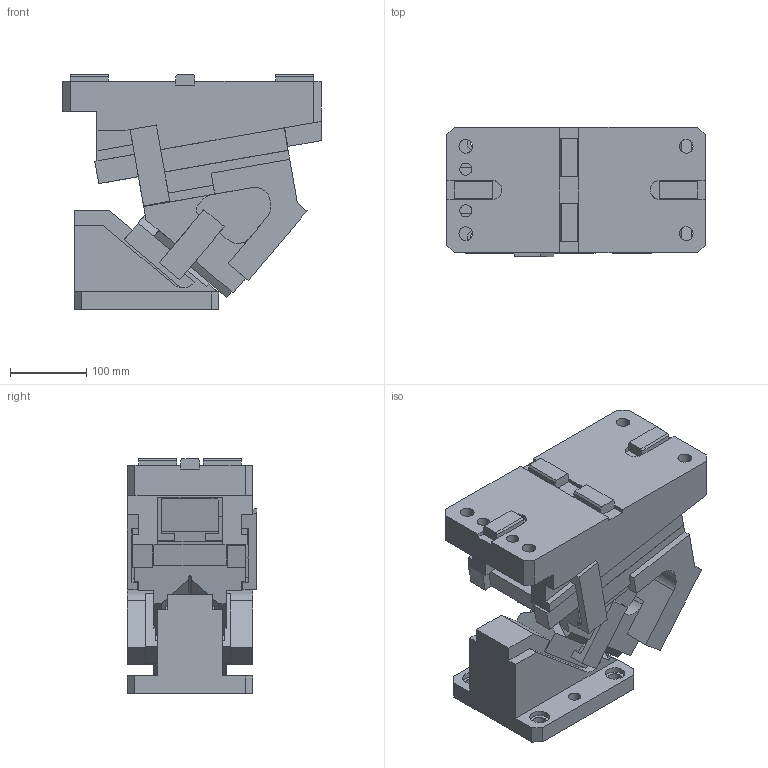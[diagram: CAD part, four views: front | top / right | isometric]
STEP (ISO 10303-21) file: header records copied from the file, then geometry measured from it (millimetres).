
FILE_DESCRIPTION(('CATIA V5 STEP Exchange'),'2;1');
FILE_NAME('CACN_165_40.stp','2015-04-27T09:16:43+00:00',('none'),('none'),'CATIA Version 5 Release 19 SP 2 (IN-10)','CATIA V5 STEP AP203','none');
FILE_SCHEMA(('CONFIG_CONTROL_DESIGN'));
Length unit declared in the file: millimetre
Products named in the file (1): CACN_165_40
Bounding box: 340 x 170 x 309 mm (x, y, z)
Volume: 9228396.5 mm3; surface area: 687079.2 mm2
Topology: 3 solids, 3 shells, 345 faces, 980 edges, 651 vertices
Faces by surface type: plane 263, cylinder 78, extrusion 4
Entity records: 12408 total; most frequent: CARTESIAN_POINT 3819, ORIENTED_EDGE 1960, DIRECTION 1425, EDGE_CURVE 980, VECTOR 818, LINE 814, VERTEX_POINT 651, EDGE_LOOP 381
